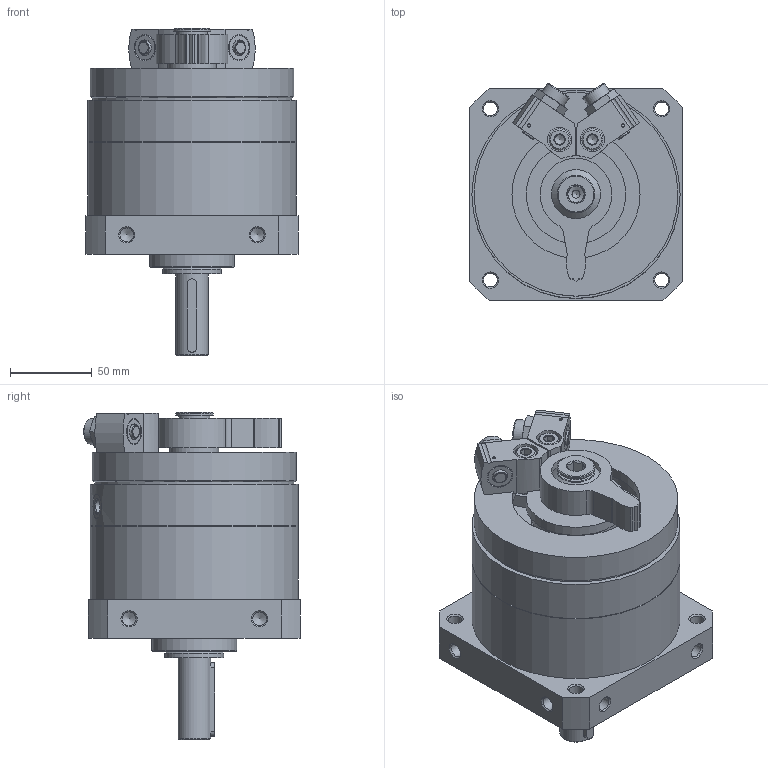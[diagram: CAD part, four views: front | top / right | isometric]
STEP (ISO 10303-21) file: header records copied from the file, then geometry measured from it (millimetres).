
FILE_DESCRIPTION(/* description */ ('STEP AP214'),/* implementation_level */ '2;1');
FILE_NAME(/* name */ '1145110_DSM-T-40-270-P-A-B',/* time_stamp */ '2024-08-21T19:46:03+02:00',/* author */ ('License CC BY-ND 4.0'),/* organization */ ('CADENAS'),/* preprocessor_version */ 'ST-DEVELOPER v19.3',/* originating_system */ 'PARTsolutions',/* authorisation */ ' ');
FILE_SCHEMA (('AUTOMOTIVE_DESIGN {1 0 10303 214 3 1 1}'));
Length unit declared in the file: millimetre
Products named in the file (10): 1145110 DSM-T-40-270-P-A-B--(0); 547586 DSM-40-270-P-A-B_G---(T); 704067 DSM-40-BR---(HZ); 710518 DSM-40-P-B; 371076 SLT-20; 342623 DSM-40_NS; DIN-912 - M8x30(F); 348988 SPZ-25-P-A M16X1-5-19; 704066 DSM-40-BL---(HZ); 547586 DSM-40-270-P-A-B_K---(T)
Assembly tree (14 placements, depth 2):
  1145110 DSM-T-40-270-P-A-B--(0)
    547586 DSM-40-270-P-A-B_G---(T)
    704067 DSM-40-BR---(HZ)
    710518 DSM-40-P-B  x2
    371076 SLT-20  x2
    342623 DSM-40_NS  x2
    DIN-912 - M8x30(F)  x2
    348988 SPZ-25-P-A M16X1-5-19  x2
    704066 DSM-40-BL---(HZ)
    547586 DSM-40-270-P-A-B_K---(T)
Bounding box: 130 x 132.86 x 200.5 mm (x, y, z)
Volume: 1499304.7 mm3; surface area: 199281.7 mm2
Topology: 14 solids, 14 shells, 366 faces, 830 edges, 520 vertices
Faces by surface type: plane 156, cylinder 117, cone 88, torus 5
Full cylindrical faces by diameter (mm): 1.567 x2, 4.917 x2, 6.4 x1, 6.647 x2, 8 x2, 8.376 x10, 8.566 x2, 9 x2, 9.6 x2, 13 x2, 14.917 x4, 15 x4, 16 x2, 19 x1, 20 x1, 23 x2, 30 x3, 36 x1, 52 x1, 53 x1, 61 x1, 78.5 x1, 90 x1, 102 x2, 122 x1, 125 x1, 127.65 x2
Entity records: 7821 total; most frequent: CARTESIAN_POINT 1441, DIRECTION 1351, ORIENTED_EDGE 1032, AXIS2_PLACEMENT_3D 569, EDGE_CURVE 516, FACE_BOUND 465, EDGE_LOOP 453, VERTEX_POINT 399
